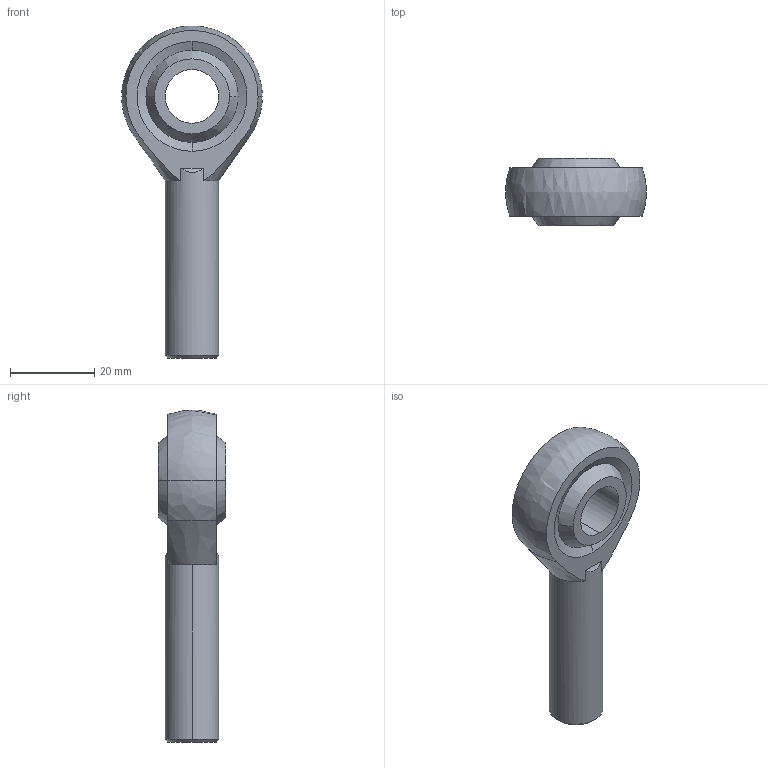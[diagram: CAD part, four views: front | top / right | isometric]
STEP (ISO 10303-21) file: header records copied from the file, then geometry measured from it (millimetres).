
FILE_DESCRIPTION (( 'STEP AP214' ), '1' );
FILE_NAME ('A-KARI-08.step', '2017-11-29T20:18:07', ( '' ), ( '' ), 'SwSTEP 2.0', 'SolidWorks 2017', '' );
FILE_SCHEMA (( 'AUTOMOTIVE_DESIGN' ));
Length unit declared in the file: inch
Products named in the file (1): A-KARI-08
Bounding box: 33.32 x 15.88 x 78.59 mm (x, y, z)
Volume: 14873.6 mm3; surface area: 5233.2 mm2
Topology: 1 solids, 1 shells, 27 faces, 72 edges, 45 vertices
Faces by surface type: cone 9, bspline 7, plane 7, cylinder 4
Entity records: 1220 total; most frequent: CARTESIAN_POINT 434, DIRECTION 137, ORIENTED_EDGE 136, EDGE_CURVE 68, AXIS2_PLACEMENT_3D 60, VERTEX_POINT 45, CIRCLE 39, EDGE_LOOP 31
